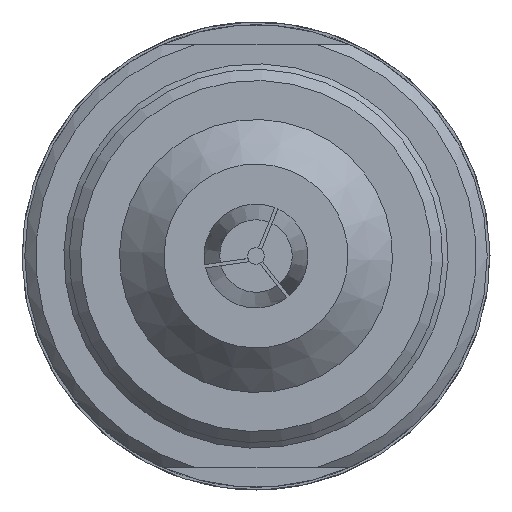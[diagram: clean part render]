
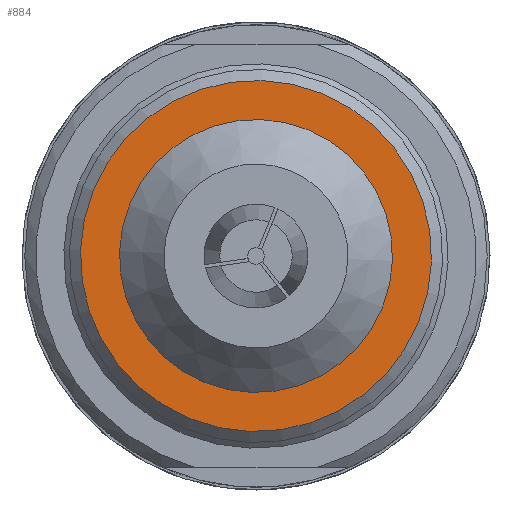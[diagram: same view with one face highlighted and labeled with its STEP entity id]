
A CAD part, left-side view. The second image highlights one B-rep face of the part: STEP entity #884.
In plain terms, the highlighted planar face has unit normal (-1, 0, 0).
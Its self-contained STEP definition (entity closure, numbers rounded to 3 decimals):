
#853=CARTESIAN_POINT('',(-161.5,12.406,-9.704));
#854=VERTEX_POINT('',#853);
#855=CARTESIAN_POINT('',(-161.5,0.,0.));
#856=DIRECTION('',(1.0,0.,0.));
#857=DIRECTION('',(0.,0.788,-0.616));
#858=AXIS2_PLACEMENT_3D('',#855,#856,#857);
#859=CIRCLE('',#858,15.75);
#860=EDGE_CURVE('',#854,#854,#859,.T.);
#865=CARTESIAN_POINT('',(-161.5,11.027,-8.626));
#866=DIRECTION('',(-1.0,0.0,0.0));
#867=DIRECTION('',(0.0,0.616,0.788));
#868=AXIS2_PLACEMENT_3D('',#865,#866,#867);
#869=PLANE('',#868);
#870=ORIENTED_EDGE('',*,*,#860,.F.);
#871=EDGE_LOOP('',(#870));
#872=FACE_OUTER_BOUND('',#871,.T.);
#873=CARTESIAN_POINT('',(-161.5,9.649,-7.547));
#874=VERTEX_POINT('',#873);
#875=CARTESIAN_POINT('',(-161.5,0.,0.));
#876=DIRECTION('',(1.0,0.,0.));
#877=DIRECTION('',(0.,0.788,-0.616));
#878=AXIS2_PLACEMENT_3D('',#875,#876,#877);
#879=CIRCLE('',#878,12.25);
#880=EDGE_CURVE('',#874,#874,#879,.T.);
#881=ORIENTED_EDGE('',*,*,#880,.T.);
#882=EDGE_LOOP('',(#881));
#883=FACE_BOUND('',#882,.T.);
#884=ADVANCED_FACE('',(#872,#883),#869,.T.);
